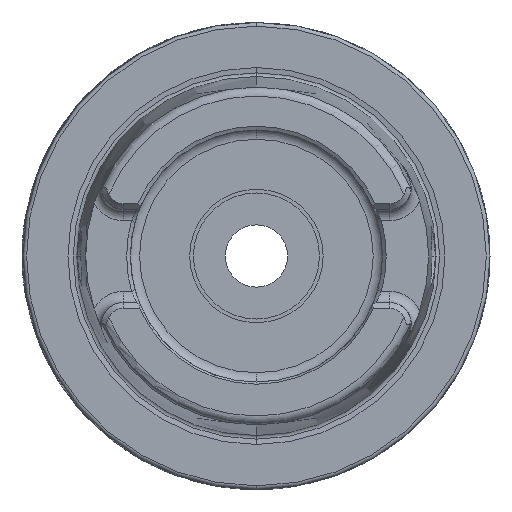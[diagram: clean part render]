
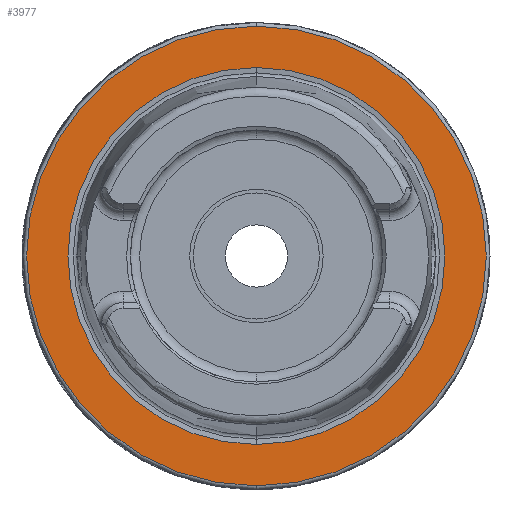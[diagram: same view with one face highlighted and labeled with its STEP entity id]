
A CAD part, left-side view. The second image highlights one B-rep face of the part: STEP entity #3977.
In plain terms, the highlighted planar face has unit normal (-1, 0, 0).
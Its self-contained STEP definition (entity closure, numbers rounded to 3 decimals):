
#1027=CARTESIAN_POINT('',(0.,0.,0.));
#1028=DIRECTION('',(1.,0.,0.));
#1029=DIRECTION('',(0.,0.,-1.));
#1030=AXIS2_PLACEMENT_3D('',#1027,#1028,#1029);
#1032=CARTESIAN_POINT('',(0.,0.,0.));
#1033=DIRECTION('',(1.,0.,0.));
#1034=DIRECTION('',(0.,0.,1.));
#1035=AXIS2_PLACEMENT_3D('',#1032,#1033,#1034);
#1037=CARTESIAN_POINT('',(0.,0.,0.));
#1038=DIRECTION('',(-1.,0.,0.));
#1039=DIRECTION('',(0.,0.,1.));
#1040=AXIS2_PLACEMENT_3D('',#1037,#1038,#1039);
#1042=CARTESIAN_POINT('',(0.,0.,0.));
#1043=DIRECTION('',(-1.,0.,0.));
#1044=DIRECTION('',(0.,0.,-1.));
#1045=AXIS2_PLACEMENT_3D('',#1042,#1043,#1044);
#2467=CARTESIAN_POINT('',(0.,0.,-25.42));
#2468=CARTESIAN_POINT('',(0.,0.,25.42));
#2469=VERTEX_POINT('',#2467);
#2470=VERTEX_POINT('',#2468);
#2796=CARTESIAN_POINT('',(0.,0.,31.));
#2797=CARTESIAN_POINT('',(0.,0.,-31.));
#2798=VERTEX_POINT('',#2796);
#2799=VERTEX_POINT('',#2797);
#3961=CARTESIAN_POINT('',(0.,0.,0.));
#3962=DIRECTION('',(1.,0.,0.));
#3963=DIRECTION('',(0.,0.,1.));
#3964=AXIS2_PLACEMENT_3D('',#3961,#3962,#3963);
#3965=PLANE('',#3964);
#3966=ORIENTED_EDGE('',*,*,#3951,.F.);
#3968=ORIENTED_EDGE('',*,*,#3967,.F.);
#3969=EDGE_LOOP('',(#3966,#3968));
#3970=FACE_OUTER_BOUND('',#3969,.F.);
#3972=ORIENTED_EDGE('',*,*,#3971,.F.);
#3974=ORIENTED_EDGE('',*,*,#3973,.F.);
#3975=EDGE_LOOP('',(#3972,#3974));
#3976=FACE_BOUND('',#3975,.F.);
#3977=ADVANCED_FACE('',(#3970,#3976),#3965,.F.);
#1031=CIRCLE('',#1030,25.42);
#1036=CIRCLE('',#1035,25.42);
#1041=CIRCLE('',#1040,31.);
#1046=CIRCLE('',#1045,31.);
#3951=EDGE_CURVE('',#2798,#2799,#1041,.T.);
#3967=EDGE_CURVE('',#2799,#2798,#1046,.T.);
#3971=EDGE_CURVE('',#2469,#2470,#1031,.T.);
#3973=EDGE_CURVE('',#2470,#2469,#1036,.T.);
